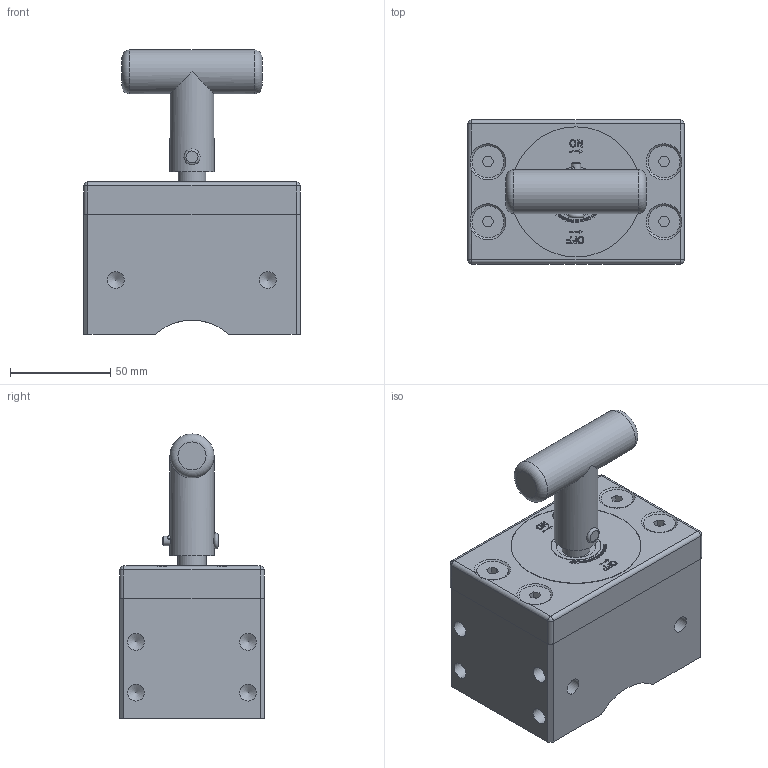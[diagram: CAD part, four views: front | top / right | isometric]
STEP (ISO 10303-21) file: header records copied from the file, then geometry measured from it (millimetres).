
FILE_DESCRIPTION(/* description */ ('HMS-MAGSQUARE1000'),/* implementation_level */ '2;1');
FILE_NAME(/* name */ 'MS-8100099 A Customer.stp',/* time_stamp */ '2018-07-10T10:23:08+02:00',/* author */ ('pb'),/* organization */ (''),/* preprocessor_version */ 'ST-DEVELOPER v16.5',/* originating_system */ 'Autodesk Inventor 2017',/* authorisation */ '');
FILE_SCHEMA (('AUTOMOTIVE_DESIGN { 1 0 10303 214 3 1 1 }'));
Length unit declared in the file: millimetre
Products named in the file (8): MS-8100099; P140023; P140024; P140026; P140025; P140027; P140039; 52.0208012
Assembly tree (10 placements, depth 2):
  MS-8100099
    P140023
    P140024
    P140026
    P140025
    P140027
    P140039
    52.0208012  x4
Bounding box: 108 x 72 x 142 mm (x, y, z)
Volume: 588734.2 mm3; surface area: 86934.5 mm2
Topology: 10 solids, 10 shells, 605 faces, 1589 edges, 1042 vertices
Faces by surface type: plane 292, bspline 213, cylinder 57, cone 31, torus 7, sphere 5
Full cylindrical faces by diameter (mm): 4.7 x5, 4.917 x1, 6.647 x4, 8 x4, 8.376 x12, 8.5 x4, 14 x1, 14.1 x1, 16 x4, 20 x2, 22 x2, 25 x1, 65 x1, 69 x1
Entity records: 19181 total; most frequent: CARTESIAN_POINT 6785, ORIENTED_EDGE 2782, DIRECTION 1797, EDGE_CURVE 1391, VERTEX_POINT 950, LINE 839, VECTOR 839, EDGE_LOOP 691
